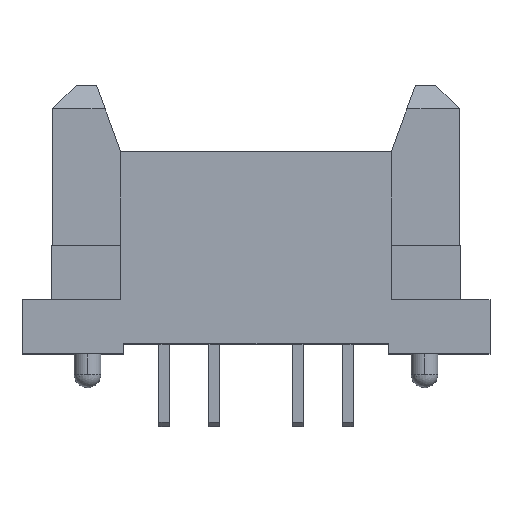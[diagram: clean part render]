
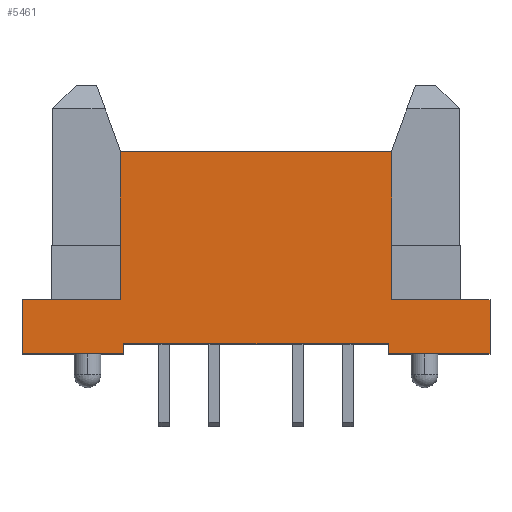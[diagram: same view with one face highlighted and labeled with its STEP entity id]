
A CAD part, top view. The second image highlights one B-rep face of the part: STEP entity #5461.
In plain terms, the highlighted planar face has unit normal (0, 0, 1).
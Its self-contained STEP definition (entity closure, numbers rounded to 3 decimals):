
#104 = CARTESIAN_POINT ( 'NONE',  ( 0., 0., 5.08 ) ) ;
#195 = CARTESIAN_POINT ( 'NONE',  ( -4.965, 0., 5.08 ) ) ;
#213 = EDGE_CURVE ( 'NONE', #5887, #5652, #6082, .T. ) ;
#222 = DIRECTION ( 'NONE',  ( 0., 1., 0. ) ) ;
#236 = VERTEX_POINT ( 'NONE', #6748 ) ;
#295 = CARTESIAN_POINT ( 'NONE',  ( 8.775, 2.03, 5.08 ) ) ;
#317 = EDGE_CURVE ( 'NONE', #6096, #3781, #3064, .T. ) ;
#347 = VECTOR ( 'NONE', #1154, 1000. ) ;
#466 = ORIENTED_EDGE ( 'NONE', *, *, #213, .T. ) ;
#512 = ORIENTED_EDGE ( 'NONE', *, *, #317, .T. ) ;
#567 = ORIENTED_EDGE ( 'NONE', *, *, #3815, .T. ) ;
#588 = VERTEX_POINT ( 'NONE', #2615 ) ;
#687 = LINE ( 'NONE', #6070, #5676 ) ;
#801 = VECTOR ( 'NONE', #6512, 1000. ) ;
#881 = VECTOR ( 'NONE', #4236, 1000. ) ;
#889 = VERTEX_POINT ( 'NONE', #2510 ) ;
#908 = AXIS2_PLACEMENT_3D ( 'NONE', #104, #6112, #2814 ) ;
#1070 = CARTESIAN_POINT ( 'NONE',  ( -4.965, 0.38, 5.08 ) ) ;
#1154 = DIRECTION ( 'NONE',  ( 0., 1., 0. ) ) ;
#1255 = EDGE_CURVE ( 'NONE', #2054, #889, #5256, .T. ) ;
#1303 = EDGE_CURVE ( 'NONE', #5652, #2054, #687, .T. ) ;
#1730 = DIRECTION ( 'NONE',  ( -1., 0., 0. ) ) ;
#1822 = LINE ( 'NONE', #2880, #4582 ) ;
#1970 = CARTESIAN_POINT ( 'NONE',  ( -8.775, 0., 5.08 ) ) ;
#2054 = VERTEX_POINT ( 'NONE', #4833 ) ;
#2232 = EDGE_CURVE ( 'NONE', #5992, #3234, #1822, .T. ) ;
#2256 = PLANE ( 'NONE',  #908 ) ;
#2269 = EDGE_LOOP ( 'NONE', ( #4510, #3049, #3680, #512, #3156, #6689, #5044, #6033, #466, #4710, #6424, #567 ) ) ;
#2331 = DIRECTION ( 'NONE',  ( 0., 1., 0. ) ) ;
#2416 = CARTESIAN_POINT ( 'NONE',  ( -8.775, 2.03, 5.08 ) ) ;
#2423 = LINE ( 'NONE', #2594, #881 ) ;
#2432 = DIRECTION ( 'NONE',  ( 1., 0., 0. ) ) ;
#2475 = CARTESIAN_POINT ( 'NONE',  ( -8.775, 0., 5.08 ) ) ;
#2510 = CARTESIAN_POINT ( 'NONE',  ( 5.09, 7.58, 5.08 ) ) ;
#2594 = CARTESIAN_POINT ( 'NONE',  ( -7.68, 2.03, 5.08 ) ) ;
#2615 = CARTESIAN_POINT ( 'NONE',  ( -5.09, 7.58, 5.08 ) ) ;
#2625 = VERTEX_POINT ( 'NONE', #5583 ) ;
#2706 = CARTESIAN_POINT ( 'NONE',  ( 5.09, 7.58, 5.08 ) ) ;
#2716 = CARTESIAN_POINT ( 'NONE',  ( -8.775, 2.03, 5.08 ) ) ;
#2814 = DIRECTION ( 'NONE',  ( 1., 0., 0. ) ) ;
#2880 = CARTESIAN_POINT ( 'NONE',  ( 4.965, 0.38, 5.08 ) ) ;
#3049 = ORIENTED_EDGE ( 'NONE', *, *, #6183, .T. ) ;
#3064 = LINE ( 'NONE', #1970, #5402 ) ;
#3142 = FACE_OUTER_BOUND ( 'NONE', #2269, .T. ) ;
#3156 = ORIENTED_EDGE ( 'NONE', *, *, #4917, .T. ) ;
#3224 = LINE ( 'NONE', #2416, #5804 ) ;
#3234 = VERTEX_POINT ( 'NONE', #7101 ) ;
#3350 = CARTESIAN_POINT ( 'NONE',  ( 8.775, 0., 5.08 ) ) ;
#3569 = EDGE_CURVE ( 'NONE', #5286, #6096, #3224, .T. ) ;
#3680 = ORIENTED_EDGE ( 'NONE', *, *, #3569, .T. ) ;
#3781 = VERTEX_POINT ( 'NONE', #4178 ) ;
#3815 = EDGE_CURVE ( 'NONE', #889, #588, #6578, .T. ) ;
#3844 = VECTOR ( 'NONE', #2331, 1000. ) ;
#3859 = CARTESIAN_POINT ( 'NONE',  ( 5.09, 2.03, 5.08 ) ) ;
#4178 = CARTESIAN_POINT ( 'NONE',  ( -4.965, 0., 5.08 ) ) ;
#4223 = VECTOR ( 'NONE', #4385, 1000. ) ;
#4236 = DIRECTION ( 'NONE',  ( -1., 0., 0. ) ) ;
#4385 = DIRECTION ( 'NONE',  ( 1., 0., 0. ) ) ;
#4510 = ORIENTED_EDGE ( 'NONE', *, *, #5074, .F. ) ;
#4582 = VECTOR ( 'NONE', #6742, 1000. ) ;
#4658 = LINE ( 'NONE', #5226, #6041 ) ;
#4687 = DIRECTION ( 'NONE',  ( 0., 1., 0. ) ) ;
#4710 = ORIENTED_EDGE ( 'NONE', *, *, #1303, .T. ) ;
#4833 = CARTESIAN_POINT ( 'NONE',  ( 5.09, 2.03, 5.08 ) ) ;
#4917 = EDGE_CURVE ( 'NONE', #3781, #2625, #5177, .T. ) ;
#5044 = ORIENTED_EDGE ( 'NONE', *, *, #2232, .T. ) ;
#5074 = EDGE_CURVE ( 'NONE', #236, #588, #4658, .T. ) ;
#5088 = DIRECTION ( 'NONE',  ( 0., -1., 0. ) ) ;
#5177 = LINE ( 'NONE', #195, #6293 ) ;
#5226 = CARTESIAN_POINT ( 'NONE',  ( -5.09, 2.03, 5.08 ) ) ;
#5256 = LINE ( 'NONE', #3859, #347 ) ;
#5286 = VERTEX_POINT ( 'NONE', #2716 ) ;
#5356 = LINE ( 'NONE', #6225, #7004 ) ;
#5402 = VECTOR ( 'NONE', #2432, 1000. ) ;
#5461 = ADVANCED_FACE ( 'NONE', ( #3142 ), #2256, .T. ) ;
#5583 = CARTESIAN_POINT ( 'NONE',  ( -4.965, 0.38, 5.08 ) ) ;
#5652 = VERTEX_POINT ( 'NONE', #295 ) ;
#5676 = VECTOR ( 'NONE', #1730, 1000. ) ;
#5750 = DIRECTION ( 'NONE',  ( 1., 0., 0. ) ) ;
#5804 = VECTOR ( 'NONE', #5088, 1000. ) ;
#5887 = VERTEX_POINT ( 'NONE', #3350 ) ;
#5992 = VERTEX_POINT ( 'NONE', #6202 ) ;
#6033 = ORIENTED_EDGE ( 'NONE', *, *, #6058, .T. ) ;
#6041 = VECTOR ( 'NONE', #4687, 1000. ) ;
#6058 = EDGE_CURVE ( 'NONE', #3234, #5887, #5356, .T. ) ;
#6070 = CARTESIAN_POINT ( 'NONE',  ( 8.775, 2.03, 5.08 ) ) ;
#6082 = LINE ( 'NONE', #6797, #3844 ) ;
#6096 = VERTEX_POINT ( 'NONE', #2475 ) ;
#6112 = DIRECTION ( 'NONE',  ( 0., 0., 1. ) ) ;
#6183 = EDGE_CURVE ( 'NONE', #236, #5286, #2423, .T. ) ;
#6202 = CARTESIAN_POINT ( 'NONE',  ( 4.965, 0.38, 5.08 ) ) ;
#6225 = CARTESIAN_POINT ( 'NONE',  ( 4.965, 0., 5.08 ) ) ;
#6293 = VECTOR ( 'NONE', #222, 1000. ) ;
#6372 = LINE ( 'NONE', #1070, #4223 ) ;
#6424 = ORIENTED_EDGE ( 'NONE', *, *, #1255, .T. ) ;
#6512 = DIRECTION ( 'NONE',  ( -1., 0., 0. ) ) ;
#6578 = LINE ( 'NONE', #2706, #801 ) ;
#6689 = ORIENTED_EDGE ( 'NONE', *, *, #6711, .T. ) ;
#6711 = EDGE_CURVE ( 'NONE', #2625, #5992, #6372, .T. ) ;
#6742 = DIRECTION ( 'NONE',  ( 0., -1., 0. ) ) ;
#6748 = CARTESIAN_POINT ( 'NONE',  ( -5.09, 2.03, 5.08 ) ) ;
#6797 = CARTESIAN_POINT ( 'NONE',  ( 8.775, 0., 5.08 ) ) ;
#7004 = VECTOR ( 'NONE', #5750, 1000. ) ;
#7101 = CARTESIAN_POINT ( 'NONE',  ( 4.965, 0., 5.08 ) ) ;
